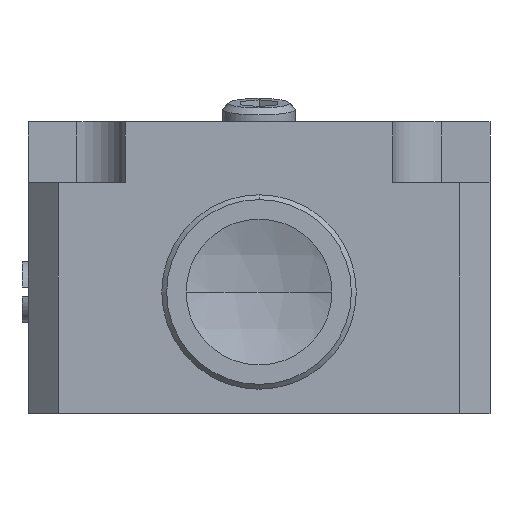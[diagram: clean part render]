
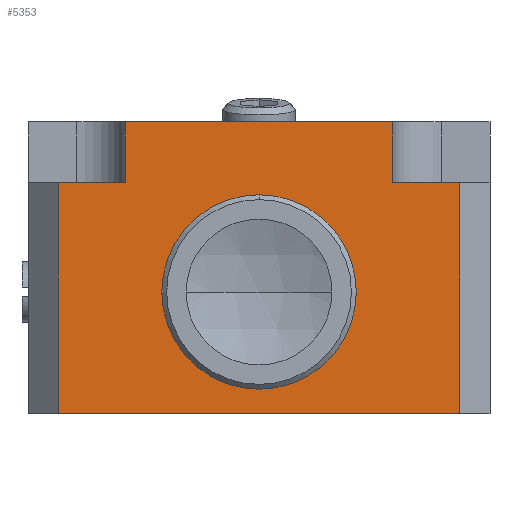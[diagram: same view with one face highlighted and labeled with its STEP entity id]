
A CAD part, left-side view. The second image highlights one B-rep face of the part: STEP entity #5353.
In plain terms, the highlighted planar face has unit normal (-1, 0, 0).
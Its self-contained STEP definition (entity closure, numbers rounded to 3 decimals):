
#101 = CARTESIAN_POINT ( 'NONE',  ( -4., 4., 19. ) ) ;
#152 = EDGE_LOOP ( 'NONE', ( #5275, #4458, #3798, #4261, #3092, #2856, #4379, #2774 ) ) ;
#161 = EDGE_CURVE ( 'NONE', #1445, #2714, #1326, .T. ) ;
#337 = LINE ( 'NONE', #3686, #489 ) ;
#447 = VECTOR ( 'NONE', #456, 1000. ) ;
#456 = DIRECTION ( 'NONE',  ( 0., 0., 1. ) ) ;
#489 = VECTOR ( 'NONE', #3767, 1000. ) ;
#551 = CIRCLE ( 'NONE', #638, 4. ) ;
#588 = AXIS2_PLACEMENT_3D ( 'NONE', #1940, #4605, #4962 ) ;
#638 = AXIS2_PLACEMENT_3D ( 'NONE', #3177, #5298, #3600 ) ;
#755 = EDGE_CURVE ( 'NONE', #4931, #4830, #551, .T. ) ;
#756 = VERTEX_POINT ( 'NONE', #1074 ) ;
#799 = CARTESIAN_POINT ( 'NONE',  ( -4., 15., 14. ) ) ;
#897 = DIRECTION ( 'NONE',  ( 0., 0., 1. ) ) ;
#962 = EDGE_CURVE ( 'NONE', #2966, #4311, #2989, .T. ) ;
#1074 = CARTESIAN_POINT ( 'NONE',  ( -4., 26., 24. ) ) ;
#1269 = VERTEX_POINT ( 'NONE', #2422 ) ;
#1282 = CARTESIAN_POINT ( 'NONE',  ( -4., 15., 10. ) ) ;
#1291 = CARTESIAN_POINT ( 'NONE',  ( -4., 34., 0. ) ) ;
#1294 = VERTEX_POINT ( 'NONE', #3342 ) ;
#1326 = LINE ( 'NONE', #2577, #447 ) ;
#1340 = LINE ( 'NONE', #3038, #3765 ) ;
#1445 = VERTEX_POINT ( 'NONE', #101 ) ;
#1457 = CARTESIAN_POINT ( 'NONE',  ( -4., 31.5, 24. ) ) ;
#1459 = VECTOR ( 'NONE', #1864, 1000. ) ;
#1574 = EDGE_CURVE ( 'NONE', #1445, #1294, #4473, .T. ) ;
#1584 = EDGE_LOOP ( 'NONE', ( #1659, #3624 ) ) ;
#1659 = ORIENTED_EDGE ( 'NONE', *, *, #4276, .T. ) ;
#1717 = CARTESIAN_POINT ( 'NONE',  ( -4., -1.5, 0. ) ) ;
#1721 = CARTESIAN_POINT ( 'NONE',  ( -4., 31.5, 19. ) ) ;
#1864 = DIRECTION ( 'NONE',  ( 0., -1., 0. ) ) ;
#1940 = CARTESIAN_POINT ( 'NONE',  ( -4., 34., 24. ) ) ;
#1998 = FACE_OUTER_BOUND ( 'NONE', #152, .T. ) ;
#2062 = VECTOR ( 'NONE', #4920, 1000. ) ;
#2086 = CARTESIAN_POINT ( 'NONE',  ( -4., 15., 6. ) ) ;
#2275 = CARTESIAN_POINT ( 'NONE',  ( -4., -4., 19. ) ) ;
#2301 = DIRECTION ( 'NONE',  ( 0., -1., 0. ) ) ;
#2422 = CARTESIAN_POINT ( 'NONE',  ( -4., 26., 19. ) ) ;
#2457 = PLANE ( 'NONE',  #588 ) ;
#2458 = CARTESIAN_POINT ( 'NONE',  ( -4., 4., 24. ) ) ;
#2527 = AXIS2_PLACEMENT_3D ( 'NONE', #1282, #2535, #3788 ) ;
#2535 = DIRECTION ( 'NONE',  ( 1., 0., 0. ) ) ;
#2576 = EDGE_CURVE ( 'NONE', #2913, #2966, #4483, .T. ) ;
#2577 = CARTESIAN_POINT ( 'NONE',  ( -4., 4., 19. ) ) ;
#2714 = VERTEX_POINT ( 'NONE', #2458 ) ;
#2774 = ORIENTED_EDGE ( 'NONE', *, *, #3832, .F. ) ;
#2821 = DIRECTION ( 'NONE',  ( 0., 0., -1. ) ) ;
#2856 = ORIENTED_EDGE ( 'NONE', *, *, #161, .T. ) ;
#2893 = CIRCLE ( 'NONE', #2527, 4. ) ;
#2913 = VERTEX_POINT ( 'NONE', #1721 ) ;
#2966 = VERTEX_POINT ( 'NONE', #3921 ) ;
#2989 = LINE ( 'NONE', #1291, #4398 ) ;
#3038 = CARTESIAN_POINT ( 'NONE',  ( -4., 26., 19. ) ) ;
#3092 = ORIENTED_EDGE ( 'NONE', *, *, #1574, .F. ) ;
#3177 = CARTESIAN_POINT ( 'NONE',  ( -4., 15., 10. ) ) ;
#3342 = CARTESIAN_POINT ( 'NONE',  ( -4., -1.5, 19. ) ) ;
#3369 = EDGE_CURVE ( 'NONE', #2913, #1269, #3523, .T. ) ;
#3523 = LINE ( 'NONE', #3568, #1459 ) ;
#3568 = CARTESIAN_POINT ( 'NONE',  ( -4., 34., 19. ) ) ;
#3600 = DIRECTION ( 'NONE',  ( 0., 0., 1. ) ) ;
#3624 = ORIENTED_EDGE ( 'NONE', *, *, #755, .T. ) ;
#3686 = CARTESIAN_POINT ( 'NONE',  ( -4., -1.5, 24. ) ) ;
#3765 = VECTOR ( 'NONE', #897, 1000. ) ;
#3767 = DIRECTION ( 'NONE',  ( 0., 0., 1. ) ) ;
#3788 = DIRECTION ( 'NONE',  ( 0., 0., 1. ) ) ;
#3798 = ORIENTED_EDGE ( 'NONE', *, *, #962, .T. ) ;
#3832 = EDGE_CURVE ( 'NONE', #1269, #756, #1340, .T. ) ;
#3921 = CARTESIAN_POINT ( 'NONE',  ( -4., 31.5, 0. ) ) ;
#3926 = LINE ( 'NONE', #4824, #4697 ) ;
#3959 = EDGE_CURVE ( 'NONE', #756, #2714, #3926, .T. ) ;
#4261 = ORIENTED_EDGE ( 'NONE', *, *, #4819, .T. ) ;
#4276 = EDGE_CURVE ( 'NONE', #4830, #4931, #2893, .T. ) ;
#4311 = VERTEX_POINT ( 'NONE', #1717 ) ;
#4379 = ORIENTED_EDGE ( 'NONE', *, *, #3959, .F. ) ;
#4398 = VECTOR ( 'NONE', #4661, 1000. ) ;
#4458 = ORIENTED_EDGE ( 'NONE', *, *, #2576, .T. ) ;
#4473 = LINE ( 'NONE', #2275, #2062 ) ;
#4483 = LINE ( 'NONE', #1457, #5378 ) ;
#4605 = DIRECTION ( 'NONE',  ( 1., 0., 0. ) ) ;
#4661 = DIRECTION ( 'NONE',  ( 0., -1., 0. ) ) ;
#4697 = VECTOR ( 'NONE', #2301, 1000. ) ;
#4819 = EDGE_CURVE ( 'NONE', #4311, #1294, #337, .T. ) ;
#4824 = CARTESIAN_POINT ( 'NONE',  ( -4., 34., 24. ) ) ;
#4830 = VERTEX_POINT ( 'NONE', #799 ) ;
#4920 = DIRECTION ( 'NONE',  ( 0., -1., 0. ) ) ;
#4931 = VERTEX_POINT ( 'NONE', #2086 ) ;
#4962 = DIRECTION ( 'NONE',  ( 0., 0., 1. ) ) ;
#5012 = FACE_BOUND ( 'NONE', #1584, .T. ) ;
#5275 = ORIENTED_EDGE ( 'NONE', *, *, #3369, .F. ) ;
#5298 = DIRECTION ( 'NONE',  ( 1., 0., 0. ) ) ;
#5353 = ADVANCED_FACE ( 'NONE', ( #5012, #1998 ), #2457, .F. ) ;
#5378 = VECTOR ( 'NONE', #2821, 1000. ) ;
